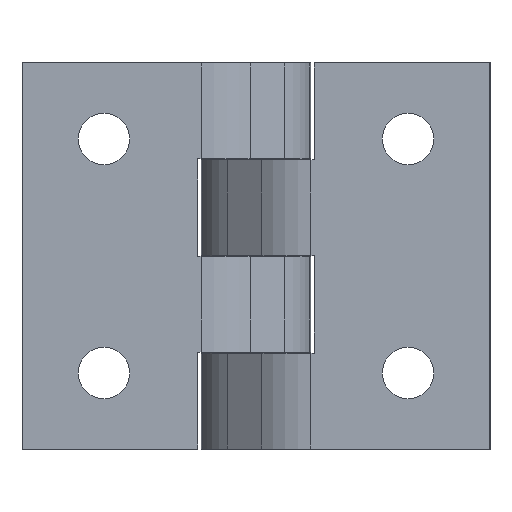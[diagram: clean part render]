
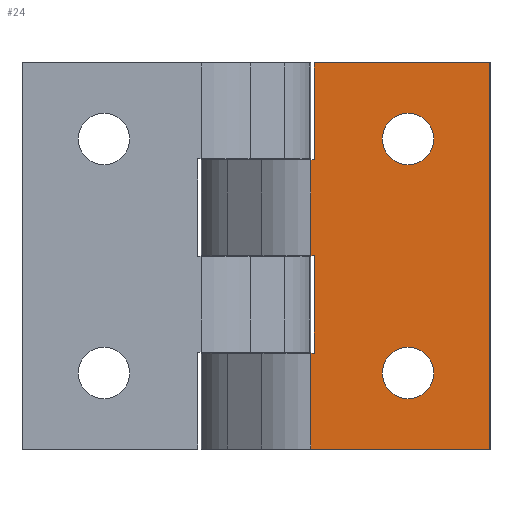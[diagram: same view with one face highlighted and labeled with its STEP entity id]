
A CAD part, front view. The second image highlights one B-rep face of the part: STEP entity #24.
In plain terms, the highlighted planar face has unit normal (0, -1, 0).
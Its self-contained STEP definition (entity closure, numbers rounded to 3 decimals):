
#24 = ADVANCED_FACE ( 'NONE', ( #1098, #1099, #1431 ), #1311, .T. ) ;
#122 = LINE ( 'NONE', #342, #123 ) ;
#123 = VECTOR ( 'NONE', #343, 1000. ) ;
#124 = LINE ( 'NONE', #344, #125 ) ;
#125 = VECTOR ( 'NONE', #345, 1000. ) ;
#126 = LINE ( 'NONE', #346, #127 ) ;
#127 = VECTOR ( 'NONE', #347, 1000. ) ;
#128 = LINE ( 'NONE', #348, #129 ) ;
#129 = VECTOR ( 'NONE', #349, 1000. ) ;
#130 = LINE ( 'NONE', #350, #131 ) ;
#131 = VECTOR ( 'NONE', #351, 1000. ) ;
#132 = LINE ( 'NONE', #352, #133 ) ;
#133 = VECTOR ( 'NONE', #353, 1000. ) ;
#134 = LINE ( 'NONE', #354, #135 ) ;
#135 = VECTOR ( 'NONE', #355, 1000. ) ;
#136 = LINE ( 'NONE', #356, #137 ) ;
#137 = VECTOR ( 'NONE', #357, 1000. ) ;
#138 = LINE ( 'NONE', #358, #139 ) ;
#139 = VECTOR ( 'NONE', #359, 1000. ) ;
#140 = LINE ( 'NONE', #360, #141 ) ;
#141 = VECTOR ( 'NONE', #361, 1000. ) ;
#142 = CIRCLE ( 'NONE', #813, 3.3 ) ;
#143 = CIRCLE ( 'NONE', #814, 3.3 ) ;
#208 = CIRCLE ( 'NONE', #1394, 3.3 ) ;
#229 = CIRCLE ( 'NONE', #1408, 3.3 ) ;
#342 = CARTESIAN_POINT ( 'NONE',  ( -7.5, -11.75, -49.5 ) ) ;
#343 = DIRECTION ( 'NONE',  ( 0., 0., -1. ) ) ;
#344 = CARTESIAN_POINT ( 'NONE',  ( -6.887, -11.75, -49.5 ) ) ;
#345 = DIRECTION ( 'NONE',  ( 1., 0., 0. ) ) ;
#346 = CARTESIAN_POINT ( 'NONE',  ( -30.002, -11.75, -49.5 ) ) ;
#347 = DIRECTION ( 'NONE',  ( 0., 0., 1. ) ) ;
#348 = CARTESIAN_POINT ( 'NONE',  ( -6.887, -11.75, 0. ) ) ;
#349 = DIRECTION ( 'NONE',  ( 1., 0., 0. ) ) ;
#350 = CARTESIAN_POINT ( 'NONE',  ( -7.042, -11.75, 0. ) ) ;
#351 = DIRECTION ( 'NONE',  ( 0., 0., 1. ) ) ;
#352 = CARTESIAN_POINT ( 'NONE',  ( -6.887, -11.75, -12.3 ) ) ;
#353 = DIRECTION ( 'NONE',  ( -1., 0., 0. ) ) ;
#354 = CARTESIAN_POINT ( 'NONE',  ( -7.5, -11.75, -49.5 ) ) ;
#355 = DIRECTION ( 'NONE',  ( 0., 0., -1. ) ) ;
#356 = CARTESIAN_POINT ( 'NONE',  ( -6.887, -11.75, -24.8 ) ) ;
#357 = DIRECTION ( 'NONE',  ( 1., 0., 0. ) ) ;
#358 = CARTESIAN_POINT ( 'NONE',  ( -7.042, -11.75, -24.8 ) ) ;
#359 = DIRECTION ( 'NONE',  ( 0., 0., 1. ) ) ;
#360 = CARTESIAN_POINT ( 'NONE',  ( -6.887, -11.75, -37.1 ) ) ;
#361 = DIRECTION ( 'NONE',  ( -1., 0., 0. ) ) ;
#362 = CARTESIAN_POINT ( 'NONE',  ( -19.502, -11.75, -9.75 ) ) ;
#363 = DIRECTION ( 'NONE',  ( 0., 1., 0. ) ) ;
#364 = DIRECTION ( 'NONE',  ( 0., 0., 1. ) ) ;
#365 = CARTESIAN_POINT ( 'NONE',  ( -19.502, -11.75, -39.75 ) ) ;
#366 = DIRECTION ( 'NONE',  ( 0., 1., 0. ) ) ;
#367 = DIRECTION ( 'NONE',  ( 0., 0., 1. ) ) ;
#484 = CARTESIAN_POINT ( 'NONE',  ( -19.502, -11.75, -39.75 ) ) ;
#485 = DIRECTION ( 'NONE',  ( 0., 1., 0. ) ) ;
#486 = DIRECTION ( 'NONE',  ( 0., 0., 1. ) ) ;
#524 = CARTESIAN_POINT ( 'NONE',  ( -19.502, -11.75, -9.75 ) ) ;
#525 = DIRECTION ( 'NONE',  ( 0., 1., 0. ) ) ;
#526 = DIRECTION ( 'NONE',  ( 0., 0., 1. ) ) ;
#538 = CARTESIAN_POINT ( 'NONE',  ( -19.502, -11.75, -43.05 ) ) ;
#542 = CARTESIAN_POINT ( 'NONE',  ( -30.002, -11.75, 0. ) ) ;
#549 = CARTESIAN_POINT ( 'NONE',  ( -30.002, -11.75, -49.5 ) ) ;
#553 = CARTESIAN_POINT ( 'NONE',  ( -7.042, -11.75, -37.1 ) ) ;
#566 = CARTESIAN_POINT ( 'NONE',  ( -7.5, -11.75, -12.3 ) ) ;
#568 = CARTESIAN_POINT ( 'NONE',  ( -19.502, -11.75, -13.05 ) ) ;
#569 = CARTESIAN_POINT ( 'NONE',  ( -7.042, -11.75, 0. ) ) ;
#570 = CARTESIAN_POINT ( 'NONE',  ( -7.042, -11.75, -12.3 ) ) ;
#575 = CARTESIAN_POINT ( 'NONE',  ( -19.502, -11.75, -36.45 ) ) ;
#579 = CARTESIAN_POINT ( 'NONE',  ( -19.502, -11.75, -6.45 ) ) ;
#588 = CARTESIAN_POINT ( 'NONE',  ( -7.5, -11.75, -49.5 ) ) ;
#589 = CARTESIAN_POINT ( 'NONE',  ( -7.5, -11.75, -37.1 ) ) ;
#591 = CARTESIAN_POINT ( 'NONE',  ( -7.042, -11.75, -24.8 ) ) ;
#594 = CARTESIAN_POINT ( 'NONE',  ( -7.5, -11.75, -24.8 ) ) ;
#693 = EDGE_CURVE ( 'NONE', #1324, #1323, #122, .T. ) ;
#694 = EDGE_CURVE ( 'NONE', #1238, #1323, #124, .T. ) ;
#695 = EDGE_CURVE ( 'NONE', #1238, #1227, #126, .T. ) ;
#696 = EDGE_CURVE ( 'NONE', #1227, #1287, #128, .T. ) ;
#697 = EDGE_CURVE ( 'NONE', #1289, #1287, #130, .T. ) ;
#698 = EDGE_CURVE ( 'NONE', #1289, #1284, #132, .T. ) ;
#699 = EDGE_CURVE ( 'NONE', #1284, #1339, #134, .T. ) ;
#700 = EDGE_CURVE ( 'NONE', #1339, #1330, #136, .T. ) ;
#701 = EDGE_CURVE ( 'NONE', #1250, #1330, #138, .T. ) ;
#702 = EDGE_CURVE ( 'NONE', #1250, #1324, #140, .T. ) ;
#703 = EDGE_CURVE ( 'NONE', #1303, #1286, #142, .T. ) ;
#704 = EDGE_CURVE ( 'NONE', #1295, #1222, #143, .T. ) ;
#750 = EDGE_CURVE ( 'NONE', #1222, #1295, #208, .T. ) ;
#765 = EDGE_CURVE ( 'NONE', #1286, #1303, #229, .T. ) ;
#780 = AXIS2_PLACEMENT_3D ( 'NONE', #1277, #1258, #1306 ) ;
#813 = AXIS2_PLACEMENT_3D ( 'NONE', #362, #363, #364 ) ;
#814 = AXIS2_PLACEMENT_3D ( 'NONE', #365, #366, #367 ) ;
#881 = ORIENTED_EDGE ( 'NONE', *, *, #698, .F. ) ;
#882 = ORIENTED_EDGE ( 'NONE', *, *, #699, .F. ) ;
#883 = ORIENTED_EDGE ( 'NONE', *, *, #700, .F. ) ;
#884 = ORIENTED_EDGE ( 'NONE', *, *, #702, .F. ) ;
#885 = ORIENTED_EDGE ( 'NONE', *, *, #701, .T. ) ;
#886 = ORIENTED_EDGE ( 'NONE', *, *, #765, .T. ) ;
#1022 = ORIENTED_EDGE ( 'NONE', *, *, #697, .T. ) ;
#1023 = ORIENTED_EDGE ( 'NONE', *, *, #696, .F. ) ;
#1024 = ORIENTED_EDGE ( 'NONE', *, *, #695, .F. ) ;
#1025 = ORIENTED_EDGE ( 'NONE', *, *, #694, .T. ) ;
#1026 = ORIENTED_EDGE ( 'NONE', *, *, #693, .F. ) ;
#1053 = ORIENTED_EDGE ( 'NONE', *, *, #703, .T. ) ;
#1054 = ORIENTED_EDGE ( 'NONE', *, *, #704, .T. ) ;
#1056 = ORIENTED_EDGE ( 'NONE', *, *, #750, .T. ) ;
#1066 = EDGE_LOOP ( 'NONE', ( #884, #885, #883, #882, #881, #1022, #1023, #1024, #1025, #1026 ) ) ;
#1070 = EDGE_LOOP ( 'NONE', ( #1054, #1056 ) ) ;
#1073 = EDGE_LOOP ( 'NONE', ( #1053, #886 ) ) ;
#1098 = FACE_BOUND ( 'NONE', #1070, .T. ) ;
#1099 = FACE_BOUND ( 'NONE', #1073, .T. ) ;
#1222 = VERTEX_POINT ( 'NONE', #538 ) ;
#1227 = VERTEX_POINT ( 'NONE', #542 ) ;
#1238 = VERTEX_POINT ( 'NONE', #549 ) ;
#1250 = VERTEX_POINT ( 'NONE', #553 ) ;
#1258 = DIRECTION ( 'NONE',  ( 0., -1., 0. ) ) ;
#1277 = CARTESIAN_POINT ( 'NONE',  ( -6.887, -11.75, -49.5 ) ) ;
#1284 = VERTEX_POINT ( 'NONE', #566 ) ;
#1286 = VERTEX_POINT ( 'NONE', #568 ) ;
#1287 = VERTEX_POINT ( 'NONE', #569 ) ;
#1289 = VERTEX_POINT ( 'NONE', #570 ) ;
#1295 = VERTEX_POINT ( 'NONE', #575 ) ;
#1303 = VERTEX_POINT ( 'NONE', #579 ) ;
#1306 = DIRECTION ( 'NONE',  ( 0., 0., -1. ) ) ;
#1311 = PLANE ( 'NONE',  #780 ) ;
#1323 = VERTEX_POINT ( 'NONE', #588 ) ;
#1324 = VERTEX_POINT ( 'NONE', #589 ) ;
#1330 = VERTEX_POINT ( 'NONE', #591 ) ;
#1339 = VERTEX_POINT ( 'NONE', #594 ) ;
#1394 = AXIS2_PLACEMENT_3D ( 'NONE', #484, #485, #486 ) ;
#1408 = AXIS2_PLACEMENT_3D ( 'NONE', #524, #525, #526 ) ;
#1431 = FACE_OUTER_BOUND ( 'NONE', #1066, .T. ) ;
